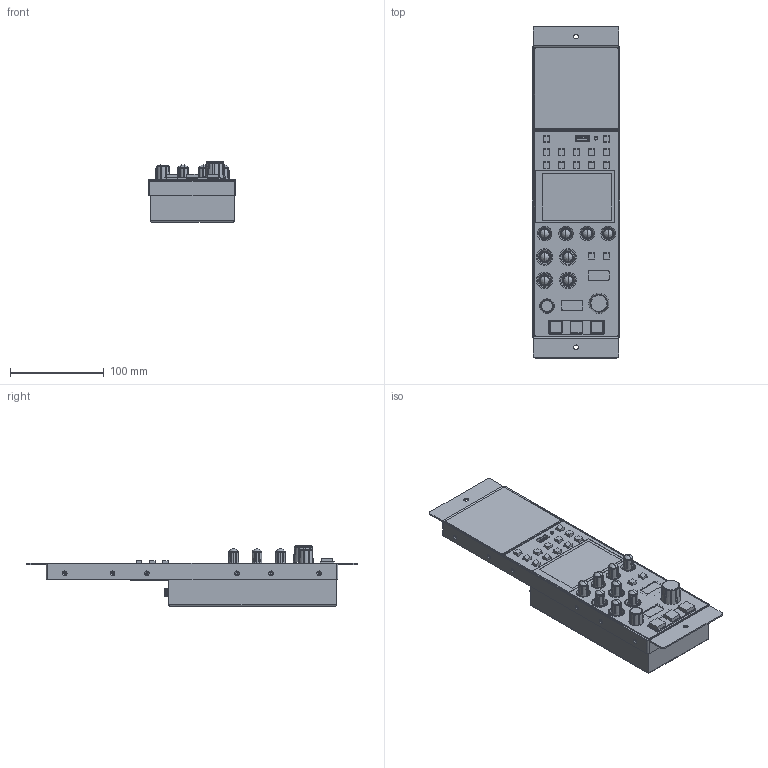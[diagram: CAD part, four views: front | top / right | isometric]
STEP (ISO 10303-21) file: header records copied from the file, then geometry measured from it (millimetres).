
FILE_DESCRIPTION (( 'STEP AP214' ), '1' );
FILE_NAME ('CY-RCP-assembly-frame.step', '2024-07-03T21:03:39', ( '' ), ( '' ), 'SwSTEP 2.0', 'SolidWorks 2021', '' );
FILE_SCHEMA (( 'AUTOMOTIVE_DESIGN' ));
Length unit declared in the file: millimetre
Products named in the file (1): CY-RCP-assembly-frame
Bounding box: 94 x 355 x 64.5 mm (x, y, z)
Surface area: 177491 mm2 (no closed solid volume)
Topology: 0 solids, 129 shells, 1022 faces, 9577 edges, 8637 vertices
Faces by surface type: plane 411, bspline 274, cylinder 150, torus 100, cone 87
Full cylindrical faces by diameter (mm): 1 x1, 1.6 x5, 2.5 x10, 3 x4, 3.3 x1, 5 x2, 6 x1, 7 x1, 12.35 x1, 17.6 x4, 17.65 x1
Entity records: 162130 total; most frequent: CARTESIAN_POINT 95377, ORIENTED_EDGE 10908, EDGE_CURVE 9481, VERTEX_POINT 8612, B_SPLINE_CURVE_WITH_KNOTS 7215, DIRECTION 4247, EDGE_LOOP 3932, FACE_BOUND 2877
